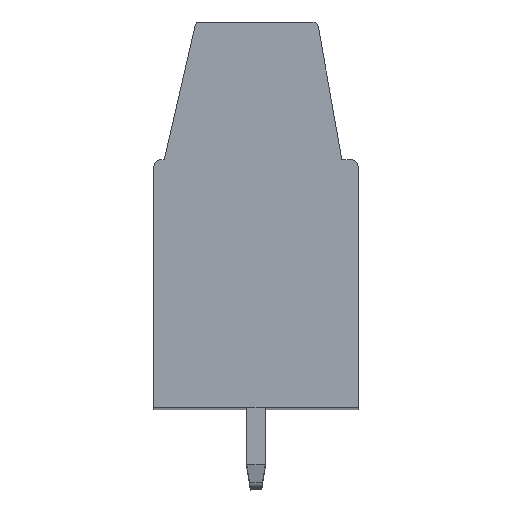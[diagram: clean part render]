
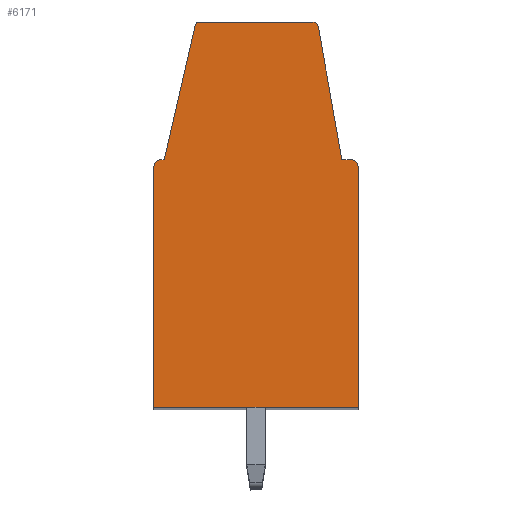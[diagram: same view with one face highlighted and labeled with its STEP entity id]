
A CAD part, top view. The second image highlights one B-rep face of the part: STEP entity #6171.
In plain terms, the highlighted planar face has unit normal (0, 0, 1).
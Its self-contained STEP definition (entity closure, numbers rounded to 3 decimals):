
#24=DIRECTION('',(0.225,0.974,0.));
#25=VECTOR('',#24,5.999);
#26=CARTESIAN_POINT('',(-4.,3.55,57.5));
#27=LINE('',#26,#25);
#28=CARTESIAN_POINT('',(-2.456,9.35,57.5));
#29=DIRECTION('',(0.,0.,-1.));
#30=DIRECTION('',(-0.974,0.225,0.));
#31=AXIS2_PLACEMENT_3D('',#28,#29,#30);
#33=DIRECTION('',(1.,0.,0.));
#34=VECTOR('',#33,4.886);
#35=CARTESIAN_POINT('',(-2.456,9.55,57.5));
#36=LINE('',#35,#34);
#37=CARTESIAN_POINT('',(2.43,9.25,57.5));
#38=DIRECTION('',(0.,0.,-1.));
#39=DIRECTION('',(0.,1.,0.));
#40=AXIS2_PLACEMENT_3D('',#37,#38,#39);
#42=DIRECTION('',(0.174,-0.985,0.));
#43=VECTOR('',#42,5.841);
#44=CARTESIAN_POINT('',(2.726,9.302,57.5));
#45=LINE('',#44,#43);
#46=DIRECTION('',(1.,0.,0.));
#47=VECTOR('',#46,0.41);
#48=CARTESIAN_POINT('',(3.74,3.55,57.5));
#49=LINE('',#48,#47);
#50=CARTESIAN_POINT('',(4.15,3.25,57.5));
#51=DIRECTION('',(0.,0.,-1.));
#52=DIRECTION('',(0.,1.,0.));
#53=AXIS2_PLACEMENT_3D('',#50,#51,#52);
#55=DIRECTION('',(0.,-1.,0.));
#56=VECTOR('',#55,10.5);
#57=CARTESIAN_POINT('',(4.45,3.25,57.5));
#58=LINE('',#57,#56);
#59=DIRECTION('',(-1.,0.,0.));
#60=VECTOR('',#59,8.9);
#61=CARTESIAN_POINT('',(4.45,-7.25,57.5));
#62=LINE('',#61,#60);
#63=DIRECTION('',(0.,1.,0.));
#64=VECTOR('',#63,10.5);
#65=CARTESIAN_POINT('',(-4.45,-7.25,57.5));
#66=LINE('',#65,#64);
#67=CARTESIAN_POINT('',(-4.15,3.25,57.5));
#68=DIRECTION('',(0.,0.,-1.));
#69=DIRECTION('',(-1.,0.,0.));
#70=AXIS2_PLACEMENT_3D('',#67,#68,#69);
#72=DIRECTION('',(1.,0.,0.));
#73=VECTOR('',#72,0.15);
#74=CARTESIAN_POINT('',(-4.15,3.55,57.5));
#75=LINE('',#74,#73);
#4928=CARTESIAN_POINT('',(-4.,3.55,57.5));
#4929=CARTESIAN_POINT('',(-2.651,9.395,57.5));
#4930=VERTEX_POINT('',#4928);
#4931=VERTEX_POINT('',#4929);
#4932=CARTESIAN_POINT('',(-4.15,3.55,57.5));
#4933=VERTEX_POINT('',#4932);
#4934=CARTESIAN_POINT('',(-4.45,3.25,57.5));
#4935=VERTEX_POINT('',#4934);
#4936=CARTESIAN_POINT('',(-4.45,-7.25,57.5));
#4937=VERTEX_POINT('',#4936);
#4938=CARTESIAN_POINT('',(4.45,-7.25,57.5));
#4939=VERTEX_POINT('',#4938);
#4940=CARTESIAN_POINT('',(4.45,3.25,57.5));
#4941=VERTEX_POINT('',#4940);
#4942=CARTESIAN_POINT('',(4.15,3.55,57.5));
#4943=VERTEX_POINT('',#4942);
#4944=CARTESIAN_POINT('',(3.74,3.55,57.5));
#4945=VERTEX_POINT('',#4944);
#4946=CARTESIAN_POINT('',(2.726,9.302,57.5));
#4947=VERTEX_POINT('',#4946);
#4948=CARTESIAN_POINT('',(2.43,9.55,57.5));
#4949=VERTEX_POINT('',#4948);
#4950=CARTESIAN_POINT('',(-2.456,9.55,57.5));
#4951=VERTEX_POINT('',#4950);
#6140=CARTESIAN_POINT('',(0.,0.,57.5));
#6141=DIRECTION('',(0.,0.,1.));
#6142=DIRECTION('',(1.,0.,0.));
#6143=AXIS2_PLACEMENT_3D('',#6140,#6141,#6142);
#6144=PLANE('',#6143);
#6146=ORIENTED_EDGE('',*,*,#6145,.T.);
#6148=ORIENTED_EDGE('',*,*,#6147,.T.);
#6150=ORIENTED_EDGE('',*,*,#6149,.T.);
#6152=ORIENTED_EDGE('',*,*,#6151,.T.);
#6154=ORIENTED_EDGE('',*,*,#6153,.T.);
#6156=ORIENTED_EDGE('',*,*,#6155,.T.);
#6158=ORIENTED_EDGE('',*,*,#6157,.T.);
#6160=ORIENTED_EDGE('',*,*,#6159,.T.);
#6162=ORIENTED_EDGE('',*,*,#6161,.T.);
#6164=ORIENTED_EDGE('',*,*,#6163,.T.);
#6166=ORIENTED_EDGE('',*,*,#6165,.T.);
#6168=ORIENTED_EDGE('',*,*,#6167,.T.);
#6169=EDGE_LOOP('',(#6146,#6148,#6150,#6152,#6154,#6156,#6158,#6160,#6162,#6164,
#6166,#6168));
#6170=FACE_OUTER_BOUND('',#6169,.F.);
#32=CIRCLE('',#31,0.2);
#41=CIRCLE('',#40,0.3);
#54=CIRCLE('',#53,0.3);
#71=CIRCLE('',#70,0.3);
#6145=EDGE_CURVE('',#4930,#4931,#27,.T.);
#6147=EDGE_CURVE('',#4931,#4951,#32,.T.);
#6149=EDGE_CURVE('',#4951,#4949,#36,.T.);
#6151=EDGE_CURVE('',#4949,#4947,#41,.T.);
#6153=EDGE_CURVE('',#4947,#4945,#45,.T.);
#6155=EDGE_CURVE('',#4945,#4943,#49,.T.);
#6157=EDGE_CURVE('',#4943,#4941,#54,.T.);
#6159=EDGE_CURVE('',#4941,#4939,#58,.T.);
#6161=EDGE_CURVE('',#4939,#4937,#62,.T.);
#6163=EDGE_CURVE('',#4937,#4935,#66,.T.);
#6165=EDGE_CURVE('',#4935,#4933,#71,.T.);
#6167=EDGE_CURVE('',#4933,#4930,#75,.T.);
#6171=ADVANCED_FACE('',(#6170),#6144,.T.);
